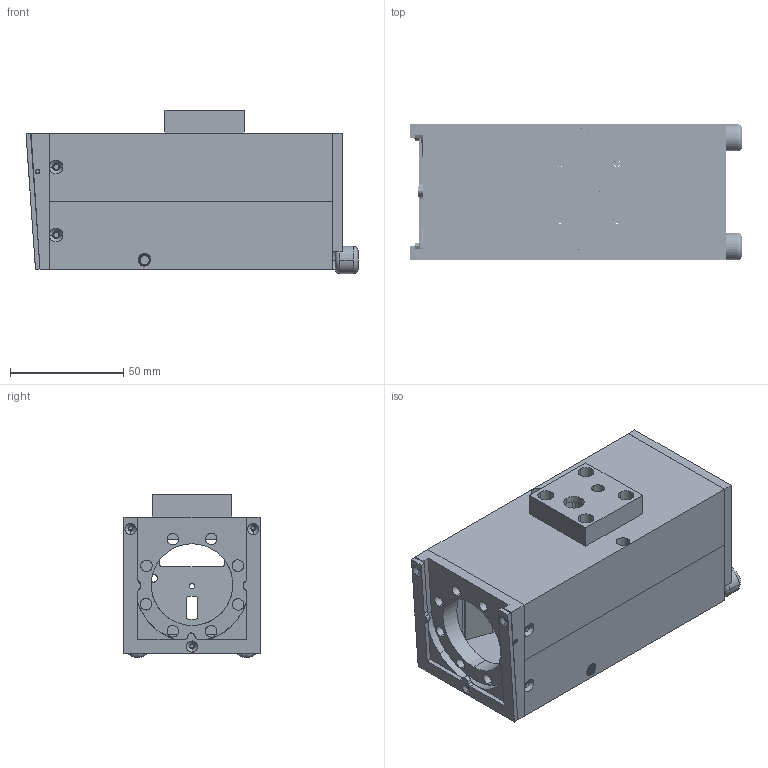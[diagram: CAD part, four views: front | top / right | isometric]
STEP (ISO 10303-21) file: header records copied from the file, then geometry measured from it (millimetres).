
FILE_DESCRIPTION(('STEP AP214'),'1');
FILE_NAME('wvs-16_mit halter_2.stp','2022-07-05T11:10:41',('Sewald'),('Labotron'),'Spatial InterOp 3D',' ',' ');
FILE_SCHEMA(('AUTOMOTIVE_DESIGN { 1 0 10303 214 1 1 1 1 }'));
Length unit declared in the file: inch
Products named in the file (1): Part_328894
Bounding box: 146.36 x 60 x 72 mm (x, y, z)
Volume: 185890.8 mm3; surface area: 91944.2 mm2
Topology: 9 solids, 9 shells, 895 faces, 2527 edges, 1666 vertices
Faces by surface type: cylinder 619, plane 150, bspline 82, cone 36, torus 8
Entity records: 215299 total; most frequent: CARTESIAN_POINT 178827, ORIENTED_EDGE 5014, DIRECTION 3563, EDGE_CURVE 2507, STYLED_ITEM 2483, PRESENTATION_STYLE_ASSIGNMENT 2483, COLOUR_RGB 2483, VERTEX_POINT 1656
